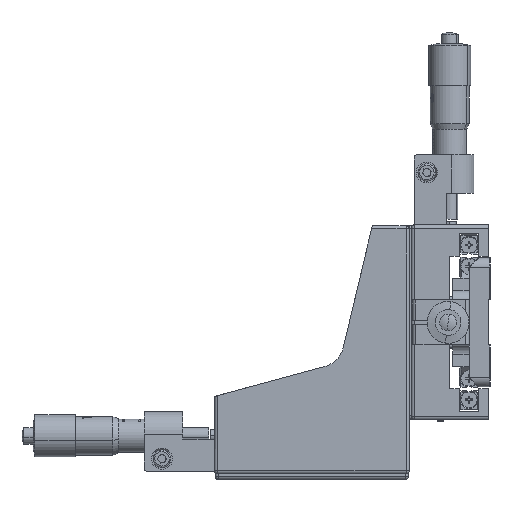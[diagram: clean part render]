
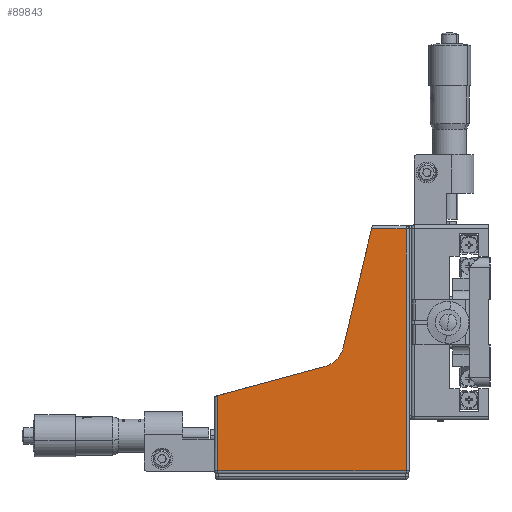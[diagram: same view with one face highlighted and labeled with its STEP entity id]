
A CAD part, left-side view. The second image highlights one B-rep face of the part: STEP entity #89843.
In plain terms, the highlighted planar face has unit normal (-1, 0, 0).
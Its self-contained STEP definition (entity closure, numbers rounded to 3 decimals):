
#454 = VERTEX_POINT ( 'NONE', #49056 ) ;
#744 = AXIS2_PLACEMENT_3D ( 'NONE', #12465, #62048, #19602 ) ;
#938 = VECTOR ( 'NONE', #15491, 1000. ) ;
#2269 = DIRECTION ( 'NONE',  ( -1., 0., 0. ) ) ;
#2972 = EDGE_CURVE ( 'NONE', #19549, #19228, #59252, .T. ) ;
#3520 = CARTESIAN_POINT ( 'NONE',  ( -30.25, 36.538, 29. ) ) ;
#5748 = VERTEX_POINT ( 'NONE', #30794 ) ;
#6206 = VERTEX_POINT ( 'NONE', #58870 ) ;
#7960 = DIRECTION ( 'NONE',  ( 0., 0., 1. ) ) ;
#10402 = VECTOR ( 'NONE', #7960, 1000. ) ;
#10644 = LINE ( 'NONE', #32047, #29469 ) ;
#10883 = EDGE_CURVE ( 'NONE', #77614, #19228, #10644, .T. ) ;
#11805 = VECTOR ( 'NONE', #25619, 1000. ) ;
#12465 = CARTESIAN_POINT ( 'NONE',  ( -30.25, 53.09, -5.96 ) ) ;
#15491 = DIRECTION ( 'NONE',  ( 0., -0.965, 0.262 ) ) ;
#16978 = DIRECTION ( 'NONE',  ( 0., 0., -1. ) ) ;
#19228 = VERTEX_POINT ( 'NONE', #3520 ) ;
#19291 = PLANE ( 'NONE',  #744 ) ;
#19549 = VERTEX_POINT ( 'NONE', #85800 ) ;
#19602 = DIRECTION ( 'NONE',  ( 0., 0., -1. ) ) ;
#19710 = LINE ( 'NONE', #65035, #938 ) ;
#21561 = CARTESIAN_POINT ( 'NONE',  ( -30.25, 36.3, 30. ) ) ;
#22309 = VERTEX_POINT ( 'NONE', #88824 ) ;
#23553 = CIRCLE ( 'NONE', #33721, 8. ) ;
#25619 = DIRECTION ( 'NONE',  ( 0., -1., 0. ) ) ;
#29469 = VECTOR ( 'NONE', #74483, 1000. ) ;
#30794 = CARTESIAN_POINT ( 'NONE',  ( -30.25, 50.993, -13.68 ) ) ;
#32047 = CARTESIAN_POINT ( 'NONE',  ( -30.25, 36.3, 29. ) ) ;
#33721 = AXIS2_PLACEMENT_3D ( 'NONE', #44672, #2269, #51805 ) ;
#34892 = EDGE_LOOP ( 'NONE', ( #86616, #81328, #74053, #55656, #81704, #84344, #88307 ) ) ;
#40623 = EDGE_CURVE ( 'NONE', #454, #77614, #83492, .T. ) ;
#44672 = CARTESIAN_POINT ( 'NONE',  ( -30.25, 53.09, -5.96 ) ) ;
#46371 = EDGE_CURVE ( 'NONE', #6206, #454, #66118, .T. ) ;
#49056 = CARTESIAN_POINT ( 'NONE',  ( -30.25, 25.8, -46. ) ) ;
#51805 = DIRECTION ( 'NONE',  ( 0., 0., -1. ) ) ;
#52291 = CARTESIAN_POINT ( 'NONE',  ( -30.25, 84.3, -46. ) ) ;
#55656 = ORIENTED_EDGE ( 'NONE', *, *, #85145, .F. ) ;
#56408 = CARTESIAN_POINT ( 'NONE',  ( -30.25, 25.8, 29. ) ) ;
#57467 = CARTESIAN_POINT ( 'NONE',  ( -30.25, 25.8, 29. ) ) ;
#58870 = CARTESIAN_POINT ( 'NONE',  ( -30.25, 84.3, -46. ) ) ;
#59252 = LINE ( 'NONE', #21561, #78065 ) ;
#61927 = EDGE_CURVE ( 'NONE', #22309, #5748, #19710, .T. ) ;
#62048 = DIRECTION ( 'NONE',  ( 1., 0., 0. ) ) ;
#64012 = DIRECTION ( 'NONE',  ( 0., -0.232, 0.973 ) ) ;
#65035 = CARTESIAN_POINT ( 'NONE',  ( -30.25, 85.3, -23. ) ) ;
#66066 = FACE_OUTER_BOUND ( 'NONE', #34892, .T. ) ;
#66118 = LINE ( 'NONE', #68061, #11805 ) ;
#68061 = CARTESIAN_POINT ( 'NONE',  ( -30.25, 25.8, -46. ) ) ;
#69858 = EDGE_CURVE ( 'NONE', #22309, #6206, #72544, .T. ) ;
#72544 = LINE ( 'NONE', #52291, #89136 ) ;
#74053 = ORIENTED_EDGE ( 'NONE', *, *, #2972, .F. ) ;
#74483 = DIRECTION ( 'NONE',  ( 0., 1., 0. ) ) ;
#77614 = VERTEX_POINT ( 'NONE', #56408 ) ;
#78065 = VECTOR ( 'NONE', #64012, 1000. ) ;
#81328 = ORIENTED_EDGE ( 'NONE', *, *, #10883, .T. ) ;
#81704 = ORIENTED_EDGE ( 'NONE', *, *, #61927, .F. ) ;
#83492 = LINE ( 'NONE', #57467, #10402 ) ;
#84344 = ORIENTED_EDGE ( 'NONE', *, *, #69858, .T. ) ;
#85145 = EDGE_CURVE ( 'NONE', #5748, #19549, #23553, .T. ) ;
#85800 = CARTESIAN_POINT ( 'NONE',  ( -30.25, 45.308, -7.814 ) ) ;
#86616 = ORIENTED_EDGE ( 'NONE', *, *, #40623, .T. ) ;
#88307 = ORIENTED_EDGE ( 'NONE', *, *, #46371, .T. ) ;
#88824 = CARTESIAN_POINT ( 'NONE',  ( -30.25, 84.3, -22.728 ) ) ;
#89136 = VECTOR ( 'NONE', #16978, 1000. ) ;
#89843 = ADVANCED_FACE ( 'NONE', ( #66066 ), #19291, .F. ) ;
